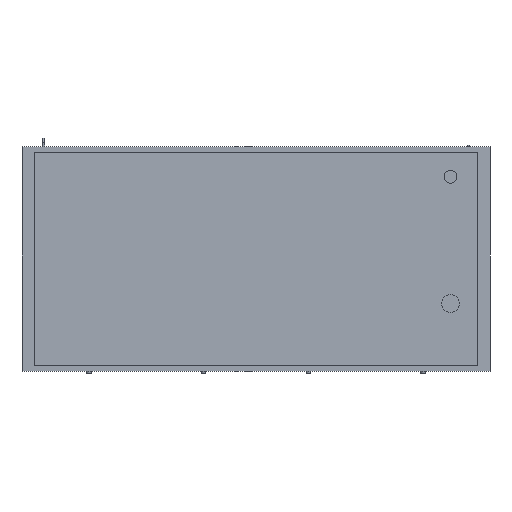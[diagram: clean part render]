
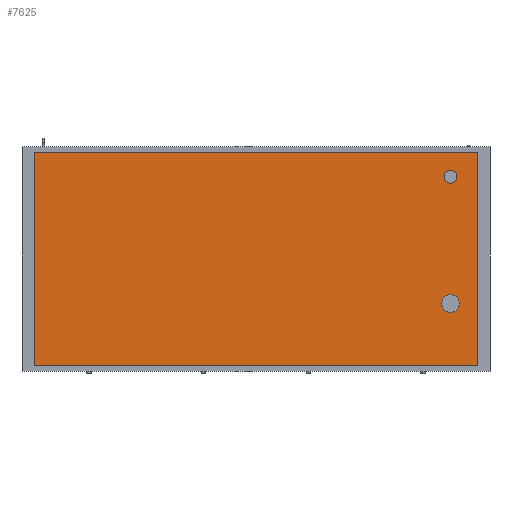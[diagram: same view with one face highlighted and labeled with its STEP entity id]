
A CAD part, front view. The second image highlights one B-rep face of the part: STEP entity #7625.
In plain terms, the highlighted planar face has unit normal (0, -1, 0).
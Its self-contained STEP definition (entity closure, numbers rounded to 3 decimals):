
#437=FACE_OUTER_BOUND('',#934,.T.);
#934=EDGE_LOOP('',(#5095,#5096,#5097,#5098));
#1450=LINE('',#11199,#2352);
#1453=LINE('',#11204,#2355);
#1454=LINE('',#11207,#2356);
#1455=LINE('',#11208,#2357);
#2352=VECTOR('',#8928,10.);
#2355=VECTOR('',#8933,10.);
#2356=VECTOR('',#8936,10.);
#2357=VECTOR('',#8937,10.);
#3245=VERTEX_POINT('',#11196);
#3246=VERTEX_POINT('',#11198);
#3247=VERTEX_POINT('',#11202);
#3248=VERTEX_POINT('',#11206);
#3978=EDGE_CURVE('',#3245,#3246,#1450,.T.);
#3981=EDGE_CURVE('',#3245,#3247,#1453,.T.);
#3982=EDGE_CURVE('',#3248,#3247,#1454,.T.);
#3983=EDGE_CURVE('',#3246,#3248,#1455,.T.);
#5095=ORIENTED_EDGE('',*,*,#3981,.T.);
#5096=ORIENTED_EDGE('',*,*,#3982,.F.);
#5097=ORIENTED_EDGE('',*,*,#3983,.F.);
#5098=ORIENTED_EDGE('',*,*,#3978,.F.);
#7220=PLANE('',#8207);
#7625=ADVANCED_FACE('',(#437),#7220,.T.);
#8207=AXIS2_PLACEMENT_3D('',#11205,#8934,#8935);
#8928=DIRECTION('',(0.,0.,1.));
#8933=DIRECTION('',(1.,0.,0.));
#8934=DIRECTION('center_axis',(0.,-1.,0.));
#8935=DIRECTION('ref_axis',(0.,0.,-1.));
#8936=DIRECTION('',(0.,0.,-1.));
#8937=DIRECTION('',(1.,0.,0.));
#11196=CARTESIAN_POINT('',(-687.5,-185.,-330.));
#11198=CARTESIAN_POINT('',(-687.5,-185.,330.));
#11199=CARTESIAN_POINT('',(-687.5,-185.,330.));
#11202=CARTESIAN_POINT('',(687.5,-185.,-330.));
#11204=CARTESIAN_POINT('',(0.,-185.,-330.));
#11205=CARTESIAN_POINT('Origin',(0.,-185.,330.));
#11206=CARTESIAN_POINT('',(687.5,-185.,330.));
#11207=CARTESIAN_POINT('',(687.5,-185.,330.));
#11208=CARTESIAN_POINT('',(0.,-185.,330.));
